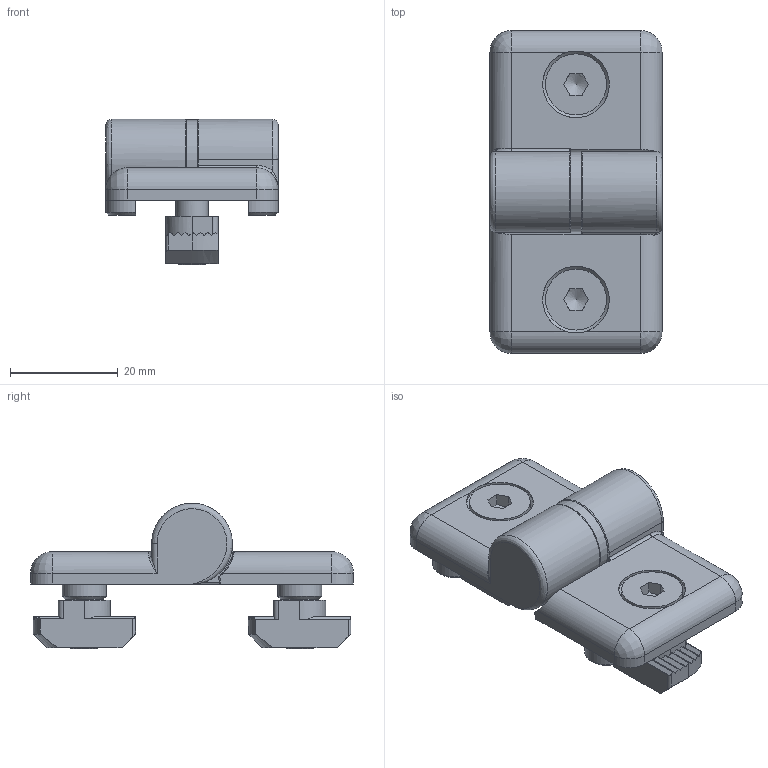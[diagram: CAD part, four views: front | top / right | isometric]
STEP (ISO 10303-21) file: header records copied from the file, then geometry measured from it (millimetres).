
FILE_DESCRIPTION(('STEP AP203'),'1');
FILE_NAME('SAFE10B1070.stp','2023-10-19T15:59:50',(' '),(' '),'Spatial InterOp 3D',' ',' ');
FILE_SCHEMA(('CONFIG_CONTROL_DESIGN'));
Length unit declared in the file: millimetre
Products named in the file (9): Kit de fixation - EcrouForceVsLigne; Vis FHC - M6x18; Ecrou tête rectangulaire 10 M6; Charnière 8 PA gauche; Charnière 8 PA gauche E=40mm
Assembly tree (10 placements, depth 5):
  Charnière 8 PA gauche
    Kit de fixation - EcrouForceVsLigne  x2
      Vis FHC - M6x18
      Ecrou tête rectangulaire 10 M6
    Charnière 8 PA gauche E=40mm
      Charnière 8 PA gauche
        Charnière 8 PA gauche
        Charnière 8 PA gauche
      Charnière 8 PA gauche E=40mm
        Charnière 8 PA gauche
          Charnière 8 PA gauche
          Charnière 8 PA gauche
Bounding box: 32 x 60 x 27 mm (x, y, z)
Volume: 16002.8 mm3; surface area: 10774.7 mm2
Topology: 8 solids, 8 shells, 304 faces, 814 edges, 520 vertices
Faces by surface type: plane 196, cylinder 72, cone 14, revolution 12, bspline 10
Full cylindrical faces by diameter (mm): 5 x2, 6 x4, 6.1 x2, 6.2 x2, 6.4 x2, 11.34 x2, 12.4 x2, 14.8 x2
Entity records: 6593 total; most frequent: CARTESIAN_POINT 1438, DIRECTION 784, ORIENTED_EDGE 768, EDGE_CURVE 384, AXIS2_PLACEMENT_3D 288, VERTEX_POINT 256, LINE 202, VECTOR 202
